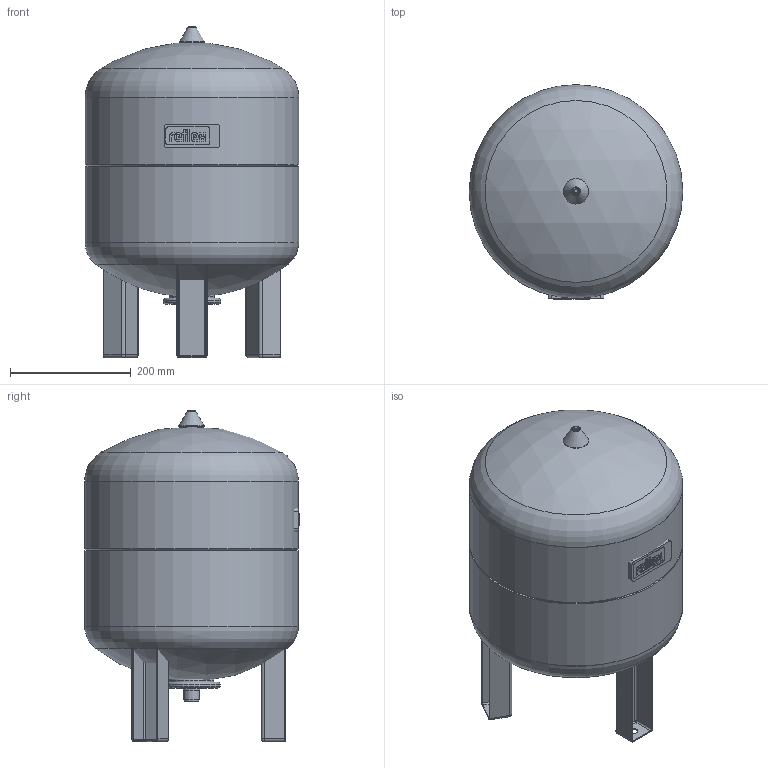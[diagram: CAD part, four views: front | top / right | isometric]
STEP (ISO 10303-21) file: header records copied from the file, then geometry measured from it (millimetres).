
FILE_DESCRIPTION(/* description */ (''),/* implementation_level */ '2;1');
FILE_NAME(/* name */ '3d_ReflexNGV35_6bar-8271035.stp',/* time_stamp */ '2024-02-12T11:05:40+01:00',/* author */ ('Andrzej'),/* organization */ (''),/* preprocessor_version */ 'ST-DEVELOPER v16.13',/* originating_system */ 'AutoCAD Mechanical',/* authorisation */ '');
FILE_SCHEMA (('AUTOMOTIVE_DESIGN { 1 0 10303 214 3 1 1 }'));
Length unit declared in the file: millimetre
Products named in the file (1): Product
Bounding box: 354 x 355.62 x 550 mm (x, y, z)
Volume: 35473183.9 mm3; surface area: 1142874.2 mm2
Topology: 17 solids, 17 shells, 365 faces, 866 edges, 542 vertices
Faces by surface type: plane 162, cylinder 153, torus 31, sphere 14, cone 4, bspline 1
Full cylindrical faces by diameter (mm): 7 x2, 12.5 x2, 13.4 x3, 16.679 x1, 21.7 x1, 23.5 x1, 23.8 x1, 26.4 x1, 26.9 x1, 70.5 x1, 73.5 x1, 84.5 x1, 91.5 x1, 94.5 x1, 354 x4
Entity records: 10473 total; most frequent: CARTESIAN_POINT 1968, DIRECTION 1870, ORIENTED_EDGE 1612, EDGE_CURVE 806, AXIS2_PLACEMENT_3D 712, VERTEX_POINT 539, LINE 446, VECTOR 446
